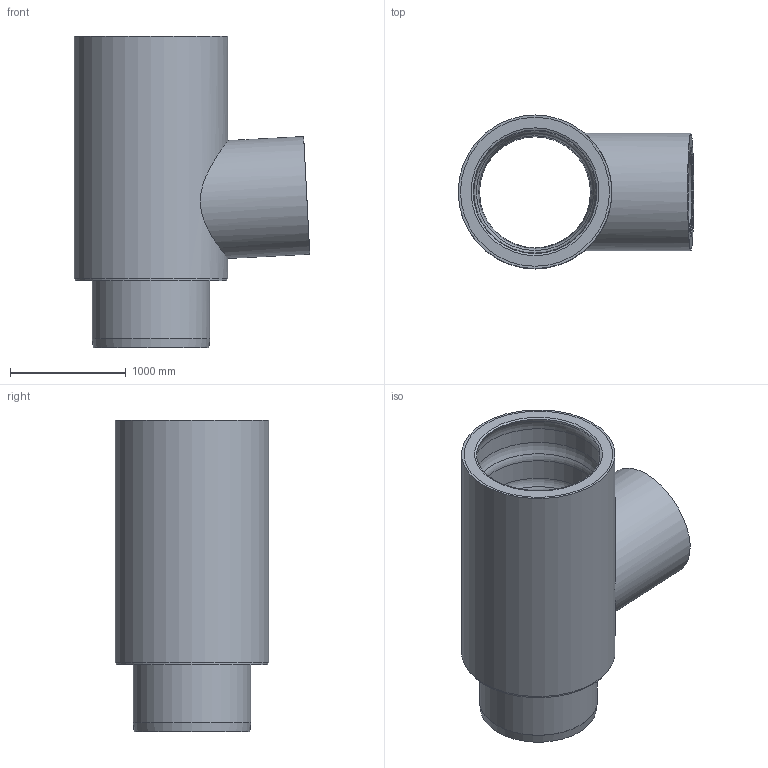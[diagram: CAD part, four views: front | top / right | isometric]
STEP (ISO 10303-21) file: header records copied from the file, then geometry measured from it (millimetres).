
FILE_DESCRIPTION(/* description */ (''),/* implementation_level */ '2;1');
FILE_NAME(/* name */ '58023.DC0X_3D.stp',/* time_stamp */ '2024-12-12T09:48:11+01:00',/* author */ ('CAD'),/* organization */ (''),/* preprocessor_version */ 'ST-DEVELOPER v20',/* originating_system */ 'AutoCAD Mechanical',/* authorisation */ '');
FILE_SCHEMA (('AUTOMOTIVE_DESIGN { 1 0 10303 214 3 1 1 }'));
Length unit declared in the file: centimetre
Products named in the file (2): Product; *S1
Assembly tree (1 placements, depth 2):
  Product
    *S1
Bounding box: 2039.84 x 1330 x 2700.04 mm (x, y, z)
Volume: 1437323533.3 mm3; surface area: 66996372 mm2
Topology: 8 solids, 8 shells, 130 faces, 335 edges, 220 vertices
Faces by surface type: cylinder 48, torus 28, cone 24, plane 24, bspline 6
Full cylindrical faces by diameter (mm): 100 x2, 698 x2, 730 x2, 760 x1, 792 x2, 810 x1, 842 x3, 980 x1, 990 x4, 1020 x4, 1060 x1, 1100 x2, 1140 x1, 1180 x3, 1280 x2, 1290 x3, 1310 x1, 1330 x1
Entity records: 6359 total; most frequent: CARTESIAN_POINT 3001, DIRECTION 737, ORIENTED_EDGE 666, EDGE_CURVE 333, AXIS2_PLACEMENT_3D 332, VERTEX_POINT 216, CIRCLE 205, EDGE_LOOP 157
